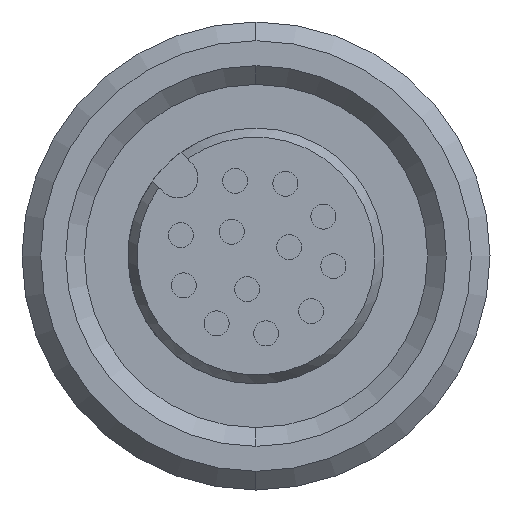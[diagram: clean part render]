
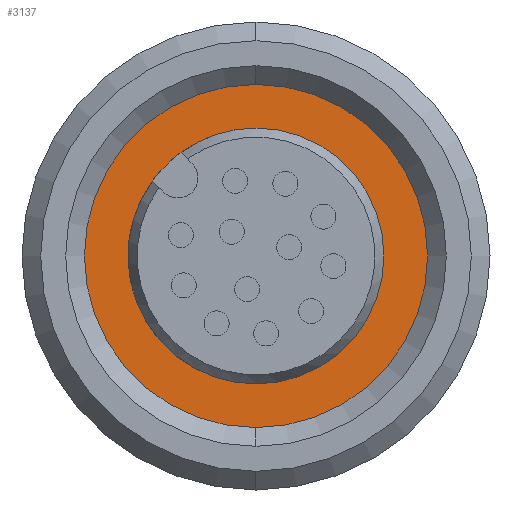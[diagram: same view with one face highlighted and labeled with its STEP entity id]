
A CAD part, left-side view. The second image highlights one B-rep face of the part: STEP entity #3137.
In plain terms, the highlighted planar face has unit normal (-1, 0, 0).
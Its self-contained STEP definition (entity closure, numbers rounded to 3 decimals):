
#775=CARTESIAN_POINT('',(-5.2,0.,0.));
#776=DIRECTION('',(-1.,0.,0.));
#777=DIRECTION('',(0.,0.,-1.));
#778=AXIS2_PLACEMENT_3D('',#775,#776,#777);
#783=CARTESIAN_POINT('',(-5.2,0.,0.));
#784=DIRECTION('',(-1.,0.,0.));
#785=DIRECTION('',(0.,0.,1.));
#786=AXIS2_PLACEMENT_3D('',#783,#784,#785);
#791=CARTESIAN_POINT('',(-5.2,0.,0.));
#792=DIRECTION('',(1.,0.,0.));
#793=DIRECTION('',(0.,0.,-1.));
#794=AXIS2_PLACEMENT_3D('',#791,#792,#793);
#799=CARTESIAN_POINT('',(-5.2,0.,0.));
#800=DIRECTION('',(1.,0.,0.));
#801=DIRECTION('',(0.,0.,1.));
#802=AXIS2_PLACEMENT_3D('',#799,#800,#801);
#2379=CARTESIAN_POINT('',(-5.2,0.,-4.1));
#2381=VERTEX_POINT('',#2379);
#2383=CARTESIAN_POINT('',(-5.2,0.,4.1));
#2385=VERTEX_POINT('',#2383);
#2421=CARTESIAN_POINT('',(-5.2,0.,5.5));
#2422=VERTEX_POINT('',#2421);
#2423=CARTESIAN_POINT('',(-5.2,0.,-5.5));
#2424=VERTEX_POINT('',#2423);
#3121=CARTESIAN_POINT('',(-5.2,0.,-4.8));
#3122=DIRECTION('',(-1.,0.,0.));
#3123=DIRECTION('',(0.,-1.,0.));
#3124=AXIS2_PLACEMENT_3D('',#3121,#3122,#3123);
#3125=PLANE('',#3124);
#3127=ORIENTED_EDGE('',*,*,#3126,.F.);
#3128=ORIENTED_EDGE('',*,*,#3111,.F.);
#3129=EDGE_LOOP('',(#3127,#3128));
#3130=FACE_OUTER_BOUND('',#3129,.F.);
#3132=ORIENTED_EDGE('',*,*,#3131,.F.);
#3134=ORIENTED_EDGE('',*,*,#3133,.F.);
#3135=EDGE_LOOP('',(#3132,#3134));
#3136=FACE_BOUND('',#3135,.F.);
#3137=ADVANCED_FACE('',(#3130,#3136),#3125,.T.);
#779=CIRCLE('',#778,5.5);
#787=CIRCLE('',#786,5.5);
#795=CIRCLE('',#794,4.1);
#803=CIRCLE('',#802,4.1);
#3111=EDGE_CURVE('',#2422,#2424,#787,.T.);
#3126=EDGE_CURVE('',#2424,#2422,#779,.T.);
#3131=EDGE_CURVE('',#2381,#2385,#795,.T.);
#3133=EDGE_CURVE('',#2385,#2381,#803,.T.);
